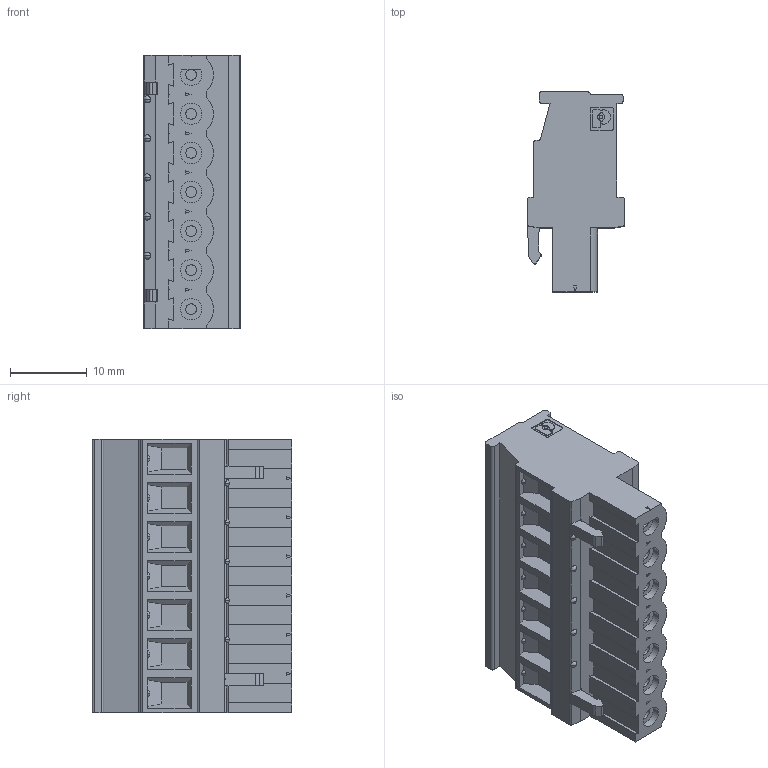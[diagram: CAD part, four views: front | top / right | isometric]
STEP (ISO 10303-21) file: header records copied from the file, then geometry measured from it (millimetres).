
FILE_DESCRIPTION(('STEP AP203'),'1');
FILE_NAME('1792294.stp','2021-01-09T16:04:43',('TraceParts'),('TraceParts S.A.'),'Spatial InterOp 3D',' ',' ');
FILE_SCHEMA(('CONFIG_CONTROL_DESIGN'));
Length unit declared in the file: millimetre
Products named in the file (1): 1
Bounding box: 12.6 x 26 x 35.56 mm (x, y, z)
Volume: 7848.9 mm3; surface area: 4097.3 mm2
Topology: 1 solids, 1 shells, 378 faces, 971 edges, 647 vertices
Faces by surface type: plane 243, cylinder 109, sphere 26
Entity records: 12170 total; most frequent: CARTESIAN_POINT 2612, DIRECTION 2023, ORIENTED_EDGE 1942, EDGE_CURVE 971, AXIS2_PLACEMENT_3D 683, LINE 657, VECTOR 657, VERTEX_POINT 647
